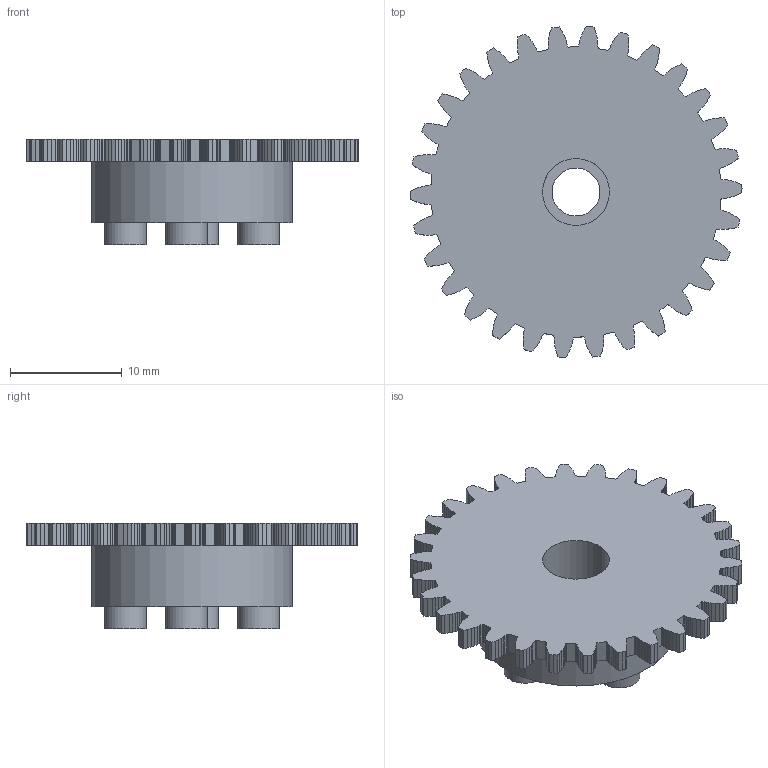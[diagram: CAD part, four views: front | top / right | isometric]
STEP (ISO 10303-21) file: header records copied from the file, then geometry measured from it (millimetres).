
FILE_DESCRIPTION(/* description */ (''),/* implementation_level */ '2;1');
FILE_NAME(/* name */ '1f8a05e7-22c3-49da-825e-1b120d4fc22e.stp',/* time_stamp */ '2019-03-06T19:50:08+01:00',/* author */ (''),/* organization */ (''),/* preprocessor_version */ 'ST-DEVELOPER v17.2',/* originating_system */ 'Autodesk Translation Framework v7.6.0.251',/* authorisation */ '');
FILE_SCHEMA (('AUTOMOTIVE_DESIGN { 1 0 10303 214 3 1 1 }'));
Length unit declared in the file: millimetre
Products named in the file (1): ServoGear
Bounding box: 29.77 x 29.69 x 9.5 mm (x, y, z)
Volume: 2521.9 mm3; surface area: 2057.9 mm2
Topology: 1 solids, 1 shells, 585 faces, 1737 edges, 1160 vertices
Faces by surface type: plane 578, cylinder 7
Full cylindrical faces by diameter (mm): 3.75 x4, 4.3 x1, 6 x1, 18 x1
Entity records: 19243 total; most frequent: CARTESIAN_POINT 3483, ORIENTED_EDGE 3474, DIRECTION 2929, EDGE_CURVE 1737, LINE 1717, VECTOR 1717, VERTEX_POINT 1160, AXIS2_PLACEMENT_3D 606
